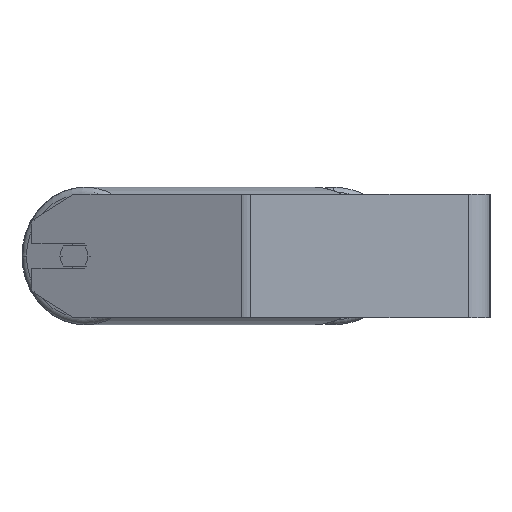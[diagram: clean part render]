
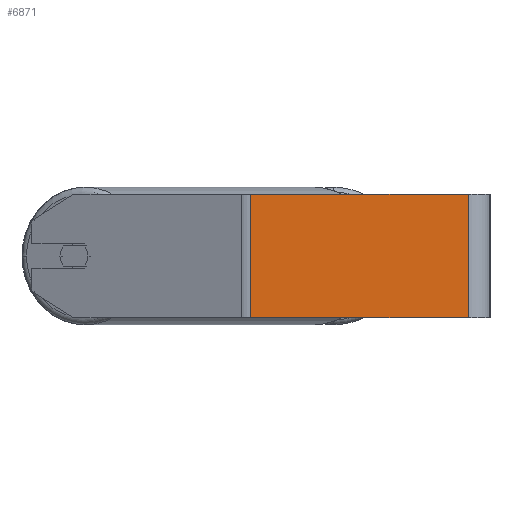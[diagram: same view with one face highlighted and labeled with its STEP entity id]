
A CAD part, left-side view. The second image highlights one B-rep face of the part: STEP entity #6871.
In plain terms, the highlighted planar face has unit normal (-1, 0, 0).
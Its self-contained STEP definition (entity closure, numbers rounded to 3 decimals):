
#323 = DIRECTION ( 'NONE',  ( 1., 0., 0. ) ) ;
#343 = ORIENTED_EDGE ( 'NONE', *, *, #7514, .F. ) ;
#625 = AXIS2_PLACEMENT_3D ( 'NONE', #8384, #323, #3645 ) ;
#967 = DIRECTION ( 'NONE',  ( 0., -1., 0. ) ) ;
#1036 = EDGE_CURVE ( 'NONE', #4752, #7971, #4763, .T. ) ;
#1199 = ORIENTED_EDGE ( 'NONE', *, *, #7722, .T. ) ;
#1914 = VECTOR ( 'NONE', #6776, 1000. ) ;
#1993 = VERTEX_POINT ( 'NONE', #5366 ) ;
#3357 = EDGE_LOOP ( 'NONE', ( #1199, #4916, #343, #5361 ) ) ;
#3468 = CARTESIAN_POINT ( 'NONE',  ( -605., 14., 40. ) ) ;
#3489 = LINE ( 'NONE', #6950, #7008 ) ;
#3645 = DIRECTION ( 'NONE',  ( 0., 0., -1. ) ) ;
#4172 = VECTOR ( 'NONE', #967, 1000. ) ;
#4383 = CARTESIAN_POINT ( 'NONE',  ( -605., 154.879, -40. ) ) ;
#4482 = FACE_OUTER_BOUND ( 'NONE', #3357, .T. ) ;
#4752 = VERTEX_POINT ( 'NONE', #6904 ) ;
#4763 = LINE ( 'NONE', #3468, #8587 ) ;
#4916 = ORIENTED_EDGE ( 'NONE', *, *, #1036, .F. ) ;
#5361 = ORIENTED_EDGE ( 'NONE', *, *, #7489, .T. ) ;
#5366 = CARTESIAN_POINT ( 'NONE',  ( -605., 154.879, 40. ) ) ;
#5480 = CARTESIAN_POINT ( 'NONE',  ( -605., 14., -40. ) ) ;
#6044 = DIRECTION ( 'NONE',  ( 0., 0., -1. ) ) ;
#6518 = PLANE ( 'NONE',  #625 ) ;
#6776 = DIRECTION ( 'NONE',  ( 0., 0., -1. ) ) ;
#6814 = LINE ( 'NONE', #7521, #1914 ) ;
#6871 = ADVANCED_FACE ( 'NONE', ( #4482 ), #6518, .F. ) ;
#6904 = CARTESIAN_POINT ( 'NONE',  ( -605., 14., 40. ) ) ;
#6950 = CARTESIAN_POINT ( 'NONE',  ( -605., 157.983, 40. ) ) ;
#7008 = VECTOR ( 'NONE', #7480, 1000. ) ;
#7041 = LINE ( 'NONE', #8495, #4172 ) ;
#7212 = VERTEX_POINT ( 'NONE', #4383 ) ;
#7480 = DIRECTION ( 'NONE',  ( 0., -1., 0. ) ) ;
#7489 = EDGE_CURVE ( 'NONE', #1993, #7212, #6814, .T. ) ;
#7514 = EDGE_CURVE ( 'NONE', #1993, #4752, #3489, .T. ) ;
#7521 = CARTESIAN_POINT ( 'NONE',  ( -605., 154.879, 40. ) ) ;
#7722 = EDGE_CURVE ( 'NONE', #7212, #7971, #7041, .T. ) ;
#7971 = VERTEX_POINT ( 'NONE', #5480 ) ;
#8384 = CARTESIAN_POINT ( 'NONE',  ( -605., 157.983, 40. ) ) ;
#8495 = CARTESIAN_POINT ( 'NONE',  ( -605., 157.983, -40. ) ) ;
#8587 = VECTOR ( 'NONE', #6044, 1000. ) ;
